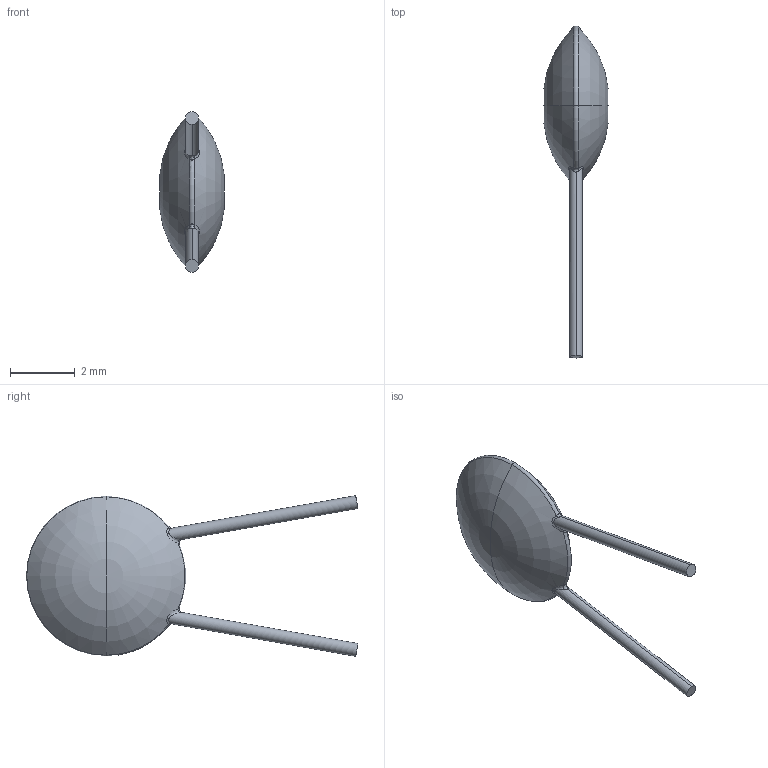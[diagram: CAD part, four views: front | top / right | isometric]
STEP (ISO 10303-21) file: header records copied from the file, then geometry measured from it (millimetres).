
FILE_DESCRIPTION (( 'STEP AP214' ), '1' );
FILE_NAME ('thermistor.STEP', '2022-03-04T18:54:15', ( 'ASUS' ), ( '' ), 'SwSTEP 2.0', 'SolidWorks 2018', '' );
FILE_SCHEMA (( 'AUTOMOTIVE_DESIGN' ));
Length unit declared in the file: millimetre
Products named in the file (1): thermistor
Bounding box: 2 x 10.22 x 4.94 mm (x, y, z)
Volume: 23.6 mm3; surface area: 60.3 mm2
Topology: 1 solids, 1 shells, 22 faces, 54 edges, 30 vertices
Faces by surface type: torus 8, bspline 8, cylinder 4, plane 2
Entity records: 1280 total; most frequent: CARTESIAN_POINT 581, ORIENTED_EDGE 100, DIRECTION 86, EDGE_CURVE 50, AXIS2_PLACEMENT_3D 41, VERTEX_POINT 30, CIRCLE 26, UNCERTAINTY_MEASURE_WITH_UNIT 23
